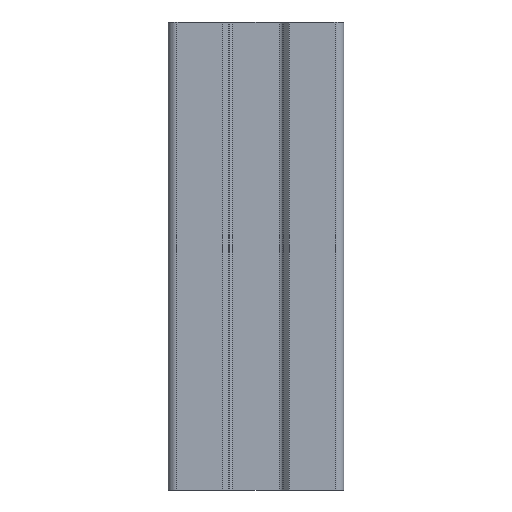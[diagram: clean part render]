
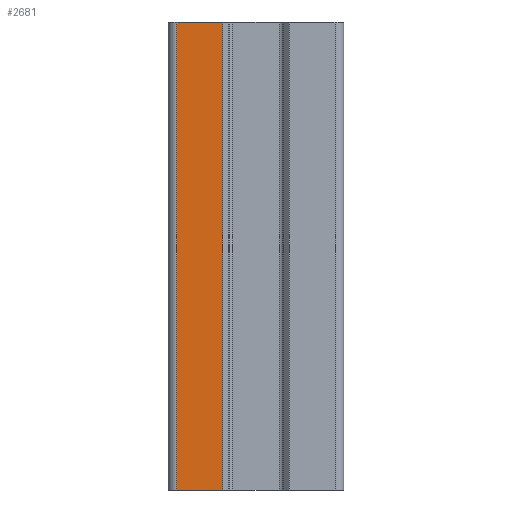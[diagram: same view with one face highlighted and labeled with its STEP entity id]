
A CAD part, left-side view. The second image highlights one B-rep face of the part: STEP entity #2681.
In plain terms, the highlighted planar face has unit normal (-1, 0, 0).
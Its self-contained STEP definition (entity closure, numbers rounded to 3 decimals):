
#159 = VERTEX_POINT ( 'NONE', #192 ) ;
#188 = ORIENTED_EDGE ( 'NONE', *, *, #2180, .F. ) ;
#192 = CARTESIAN_POINT ( 'NONE',  ( -10., 9., -250. ) ) ;
#300 = EDGE_CURVE ( 'NONE', #889, #159, #1997, .T. ) ;
#301 = ORIENTED_EDGE ( 'NONE', *, *, #2890, .T. ) ;
#392 = VECTOR ( 'NONE', #1513, 1000. ) ;
#437 = CARTESIAN_POINT ( 'NONE',  ( -10., 3.8, -250. ) ) ;
#534 = CARTESIAN_POINT ( 'NONE',  ( -10., 0., -250. ) ) ;
#665 = VECTOR ( 'NONE', #786, 1000. ) ;
#786 = DIRECTION ( 'NONE',  ( 0., 1., 0. ) ) ;
#889 = VERTEX_POINT ( 'NONE', #437 ) ;
#992 = LINE ( 'NONE', #2734, #392 ) ;
#1053 = AXIS2_PLACEMENT_3D ( 'NONE', #2190, #2913, #2172 ) ;
#1329 = DIRECTION ( 'NONE',  ( 0., 0., -1. ) ) ;
#1498 = CARTESIAN_POINT ( 'NONE',  ( -10., -10., -196.69 ) ) ;
#1513 = DIRECTION ( 'NONE',  ( 0., 0., -1. ) ) ;
#1878 = CARTESIAN_POINT ( 'NONE',  ( -10., 3.8, -196.69 ) ) ;
#1932 = PLANE ( 'NONE',  #1053 ) ;
#1976 = LINE ( 'NONE', #1498, #2318 ) ;
#1997 = LINE ( 'NONE', #534, #665 ) ;
#2010 = VERTEX_POINT ( 'NONE', #1878 ) ;
#2172 = DIRECTION ( 'NONE',  ( 0., -1., 0. ) ) ;
#2180 = EDGE_CURVE ( 'Edge34', #2010, #889, #992, .T. ) ;
#2190 = CARTESIAN_POINT ( 'NONE',  ( -10., 0., 250. ) ) ;
#2238 = CARTESIAN_POINT ( 'NONE',  ( -10., 9., 250. ) ) ;
#2259 = EDGE_CURVE ( 'NONE', #2010, #3112, #1976, .T. ) ;
#2318 = VECTOR ( 'NONE', #2474, 1000. ) ;
#2325 = ORIENTED_EDGE ( 'NONE', *, *, #300, .F. ) ;
#2423 = CARTESIAN_POINT ( 'NONE',  ( -10., 9., -196.69 ) ) ;
#2462 = EDGE_LOOP ( 'NONE', ( #2486, #301, #2325, #188 ) ) ;
#2474 = DIRECTION ( 'NONE',  ( 0., 1., 0. ) ) ;
#2486 = ORIENTED_EDGE ( 'NONE', *, *, #2259, .T. ) ;
#2681 = ADVANCED_FACE ( 'NONE', ( #2875 ), #1932, .T. ) ;
#2734 = CARTESIAN_POINT ( 'NONE',  ( -10., 3.8, 250. ) ) ;
#2807 = LINE ( 'NONE', #2238, #3034 ) ;
#2875 = FACE_OUTER_BOUND ( 'NONE', #2462, .T. ) ;
#2890 = EDGE_CURVE ( 'Edge57', #3112, #159, #2807, .T. ) ;
#2913 = DIRECTION ( 'NONE',  ( -1., 0., 0. ) ) ;
#3034 = VECTOR ( 'NONE', #1329, 1000. ) ;
#3112 = VERTEX_POINT ( 'NONE', #2423 ) ;
